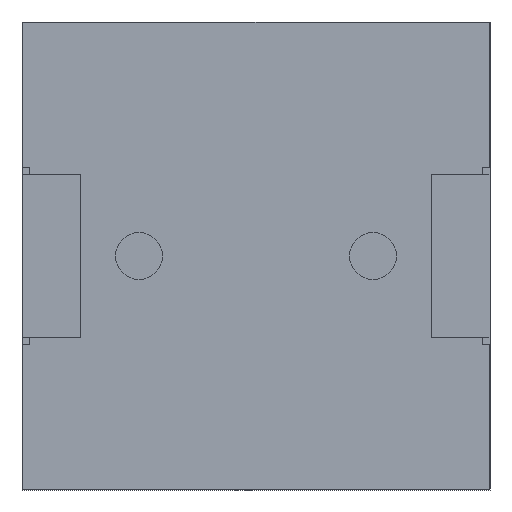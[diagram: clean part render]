
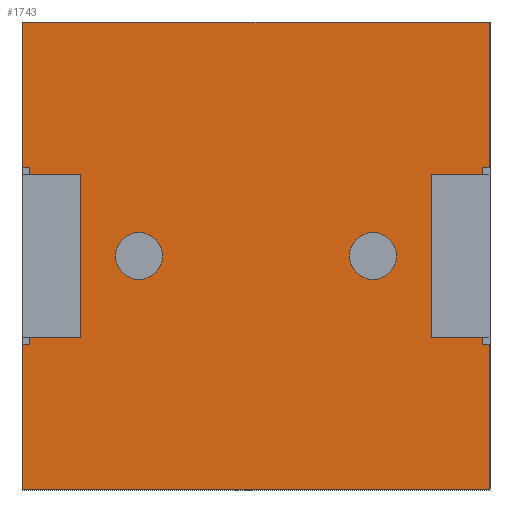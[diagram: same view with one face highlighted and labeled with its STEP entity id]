
A CAD part, front view. The second image highlights one B-rep face of the part: STEP entity #1743.
In plain terms, the highlighted planar face has unit normal (0, -1, 0).
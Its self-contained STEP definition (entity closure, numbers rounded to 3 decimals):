
#25=LINE('',#2347,#255);
#141=LINE('',#2606,#371);
#152=LINE('',#2627,#382);
#155=LINE('',#2632,#385);
#156=LINE('',#2636,#386);
#157=LINE('',#2638,#387);
#158=LINE('',#2639,#388);
#159=LINE('',#2641,#389);
#160=LINE('',#2643,#390);
#161=LINE('',#2645,#391);
#162=LINE('',#2647,#392);
#163=LINE('',#2649,#393);
#164=LINE('',#2651,#394);
#165=LINE('',#2653,#395);
#166=LINE('',#2655,#396);
#167=LINE('',#2657,#397);
#168=LINE('',#2659,#398);
#169=LINE('',#2661,#399);
#170=LINE('',#2663,#400);
#171=LINE('',#2664,#401);
#255=VECTOR('',#1910,3.99);
#371=VECTOR('',#2138,0.435);
#382=VECTOR('',#2153,0.435);
#385=VECTOR('',#2160,1.4);
#386=VECTOR('',#2165,0.06);
#387=VECTOR('',#2166,0.06);
#388=VECTOR('',#2167,1.235);
#389=VECTOR('',#2168,1.235);
#390=VECTOR('',#2169,0.06);
#391=VECTOR('',#2170,0.06);
#392=VECTOR('',#2171,0.435);
#393=VECTOR('',#2172,1.4);
#394=VECTOR('',#2173,0.435);
#395=VECTOR('',#2174,0.06);
#396=VECTOR('',#2175,0.06);
#397=VECTOR('',#2176,1.235);
#398=VECTOR('',#2177,3.99);
#399=VECTOR('',#2178,1.235);
#400=VECTOR('',#2179,0.06);
#401=VECTOR('',#2180,0.06);
#527=PLANE('',#1847);
#566=FACE_BOUND('',#725,.T.);
#567=FACE_BOUND('',#726,.T.);
#627=FACE_OUTER_BOUND('',#724,.T.);
#724=EDGE_LOOP('',(#1467,#1468,#1469,#1470,#1471,#1472,#1473,#1474,#1475,
#1476,#1477,#1478,#1479,#1480,#1481,#1482,#1483,#1484,#1485,#1486));
#725=EDGE_LOOP('',(#1487));
#726=EDGE_LOOP('',(#1488));
#760=CIRCLE('',#1787,0.2);
#762=CIRCLE('',#1790,0.2);
#781=VERTEX_POINT('',#2344);
#782=VERTEX_POINT('',#2346);
#784=VERTEX_POINT('',#2352);
#786=VERTEX_POINT('',#2357);
#868=VERTEX_POINT('',#2603);
#869=VERTEX_POINT('',#2605);
#875=VERTEX_POINT('',#2620);
#877=VERTEX_POINT('',#2625);
#878=VERTEX_POINT('',#2635);
#879=VERTEX_POINT('',#2637);
#880=VERTEX_POINT('',#2640);
#881=VERTEX_POINT('',#2642);
#882=VERTEX_POINT('',#2644);
#883=VERTEX_POINT('',#2646);
#884=VERTEX_POINT('',#2648);
#885=VERTEX_POINT('',#2650);
#886=VERTEX_POINT('',#2652);
#887=VERTEX_POINT('',#2654);
#888=VERTEX_POINT('',#2656);
#889=VERTEX_POINT('',#2658);
#890=VERTEX_POINT('',#2660);
#891=VERTEX_POINT('',#2662);
#948=EDGE_CURVE('',#782,#781,#25,.T.);
#951=EDGE_CURVE('',#784,#784,#760,.T.);
#953=EDGE_CURVE('',#786,#786,#762,.T.);
#1074=EDGE_CURVE('',#869,#868,#141,.T.);
#1085=EDGE_CURVE('',#875,#877,#152,.T.);
#1088=EDGE_CURVE('',#877,#869,#155,.T.);
#1089=EDGE_CURVE('',#868,#878,#156,.T.);
#1090=EDGE_CURVE('',#878,#879,#157,.T.);
#1091=EDGE_CURVE('',#879,#782,#158,.T.);
#1092=EDGE_CURVE('',#781,#880,#159,.T.);
#1093=EDGE_CURVE('',#880,#881,#160,.T.);
#1094=EDGE_CURVE('',#881,#882,#161,.T.);
#1095=EDGE_CURVE('',#882,#883,#162,.T.);
#1096=EDGE_CURVE('',#883,#884,#163,.T.);
#1097=EDGE_CURVE('',#884,#885,#164,.T.);
#1098=EDGE_CURVE('',#885,#886,#165,.T.);
#1099=EDGE_CURVE('',#886,#887,#166,.T.);
#1100=EDGE_CURVE('',#887,#888,#167,.T.);
#1101=EDGE_CURVE('',#888,#889,#168,.T.);
#1102=EDGE_CURVE('',#889,#890,#169,.T.);
#1103=EDGE_CURVE('',#890,#891,#170,.T.);
#1104=EDGE_CURVE('',#891,#875,#171,.T.);
#1467=ORIENTED_EDGE('',*,*,#1085,.T.);
#1468=ORIENTED_EDGE('',*,*,#1088,.T.);
#1469=ORIENTED_EDGE('',*,*,#1074,.T.);
#1470=ORIENTED_EDGE('',*,*,#1089,.T.);
#1471=ORIENTED_EDGE('',*,*,#1090,.T.);
#1472=ORIENTED_EDGE('',*,*,#1091,.T.);
#1473=ORIENTED_EDGE('',*,*,#948,.T.);
#1474=ORIENTED_EDGE('',*,*,#1092,.T.);
#1475=ORIENTED_EDGE('',*,*,#1093,.T.);
#1476=ORIENTED_EDGE('',*,*,#1094,.T.);
#1477=ORIENTED_EDGE('',*,*,#1095,.T.);
#1478=ORIENTED_EDGE('',*,*,#1096,.T.);
#1479=ORIENTED_EDGE('',*,*,#1097,.T.);
#1480=ORIENTED_EDGE('',*,*,#1098,.T.);
#1481=ORIENTED_EDGE('',*,*,#1099,.T.);
#1482=ORIENTED_EDGE('',*,*,#1100,.T.);
#1483=ORIENTED_EDGE('',*,*,#1101,.T.);
#1484=ORIENTED_EDGE('',*,*,#1102,.T.);
#1485=ORIENTED_EDGE('',*,*,#1103,.T.);
#1486=ORIENTED_EDGE('',*,*,#1104,.T.);
#1487=ORIENTED_EDGE('',*,*,#951,.T.);
#1488=ORIENTED_EDGE('',*,*,#953,.T.);
#1743=ADVANCED_FACE('',(#627,#566,#567),#527,.T.);
#1787=AXIS2_PLACEMENT_3D('',#2353,#1915,#1916);
#1790=AXIS2_PLACEMENT_3D('',#2358,#1921,#1922);
#1847=AXIS2_PLACEMENT_3D('',#2634,#2163,#2164);
#1910=DIRECTION('',(1.,0.,0.));
#1915=DIRECTION('center_axis',(0.,1.,0.));
#1916=DIRECTION('ref_axis',(-1.,0.,0.));
#1921=DIRECTION('center_axis',(0.,1.,0.));
#1922=DIRECTION('ref_axis',(-1.,0.,0.));
#2138=DIRECTION('',(-1.,0.,0.));
#2153=DIRECTION('',(1.,0.,0.));
#2160=DIRECTION('',(0.,0.,-1.));
#2163=DIRECTION('center_axis',(0.,-1.,0.));
#2164=DIRECTION('ref_axis',(0.,0.,-1.));
#2165=DIRECTION('',(0.,0.,-1.));
#2166=DIRECTION('',(-1.,0.,0.));
#2167=DIRECTION('',(0.,0.,-1.));
#2168=DIRECTION('',(0.,0.,1.));
#2169=DIRECTION('',(-1.,0.,0.));
#2170=DIRECTION('',(0.,0.,1.));
#2171=DIRECTION('',(-1.,0.,0.));
#2172=DIRECTION('',(0.,0.,1.));
#2173=DIRECTION('',(1.,0.,0.));
#2174=DIRECTION('',(0.,0.,1.));
#2175=DIRECTION('',(1.,0.,0.));
#2176=DIRECTION('',(0.,0.,1.));
#2177=DIRECTION('',(-1.,0.,0.));
#2178=DIRECTION('',(0.,0.,-1.));
#2179=DIRECTION('',(1.,0.,0.));
#2180=DIRECTION('',(0.,0.,-1.));
#2344=CARTESIAN_POINT('',(1.995,0.,-1.995));
#2346=CARTESIAN_POINT('',(-1.995,0.,-1.995));
#2347=CARTESIAN_POINT('',(1.,0.,-1.995));
#2352=CARTESIAN_POINT('',(-0.8,0.,0.));
#2353=CARTESIAN_POINT('Origin',(-1.,0.,0.));
#2357=CARTESIAN_POINT('',(1.2,0.,0.));
#2358=CARTESIAN_POINT('Origin',(1.,0.,0.));
#2603=CARTESIAN_POINT('',(-1.935,0.,-0.7));
#2605=CARTESIAN_POINT('',(-1.5,0.,-0.7));
#2606=CARTESIAN_POINT('',(0.,0.,-0.7));
#2620=CARTESIAN_POINT('',(-1.935,0.,0.7));
#2625=CARTESIAN_POINT('',(-1.5,0.,0.7));
#2627=CARTESIAN_POINT('',(0.,0.,0.7));
#2632=CARTESIAN_POINT('',(-1.5,0.,0.));
#2634=CARTESIAN_POINT('Origin',(2.,0.,0.));
#2635=CARTESIAN_POINT('',(-1.935,0.,-0.76));
#2636=CARTESIAN_POINT('',(-1.935,0.,-0.38));
#2637=CARTESIAN_POINT('',(-1.995,0.,-0.76));
#2638=CARTESIAN_POINT('',(0.003,0.,-0.76));
#2639=CARTESIAN_POINT('',(-1.995,0.,0.));
#2640=CARTESIAN_POINT('',(1.995,0.,-0.76));
#2641=CARTESIAN_POINT('',(1.995,0.,0.));
#2642=CARTESIAN_POINT('',(1.935,0.,-0.76));
#2643=CARTESIAN_POINT('',(1.968,0.,-0.76));
#2644=CARTESIAN_POINT('',(1.935,0.,-0.7));
#2645=CARTESIAN_POINT('',(1.935,0.,0.38));
#2646=CARTESIAN_POINT('',(1.5,0.,-0.7));
#2647=CARTESIAN_POINT('',(2.,0.,-0.7));
#2648=CARTESIAN_POINT('',(1.5,0.,0.7));
#2649=CARTESIAN_POINT('',(1.5,0.,0.));
#2650=CARTESIAN_POINT('',(1.935,0.,0.7));
#2651=CARTESIAN_POINT('',(2.,0.,0.7));
#2652=CARTESIAN_POINT('',(1.935,0.,0.76));
#2653=CARTESIAN_POINT('',(1.935,0.,0.38));
#2654=CARTESIAN_POINT('',(1.995,0.,0.76));
#2655=CARTESIAN_POINT('',(1.998,0.,0.76));
#2656=CARTESIAN_POINT('',(1.995,0.,1.995));
#2657=CARTESIAN_POINT('',(1.995,0.,0.));
#2658=CARTESIAN_POINT('',(-1.995,0.,1.995));
#2659=CARTESIAN_POINT('',(1.,0.,1.995));
#2660=CARTESIAN_POINT('',(-1.995,0.,0.76));
#2661=CARTESIAN_POINT('',(-1.995,0.,0.));
#2662=CARTESIAN_POINT('',(-1.935,0.,0.76));
#2663=CARTESIAN_POINT('',(0.033,0.,0.76));
#2664=CARTESIAN_POINT('',(-1.935,0.,-0.38));
